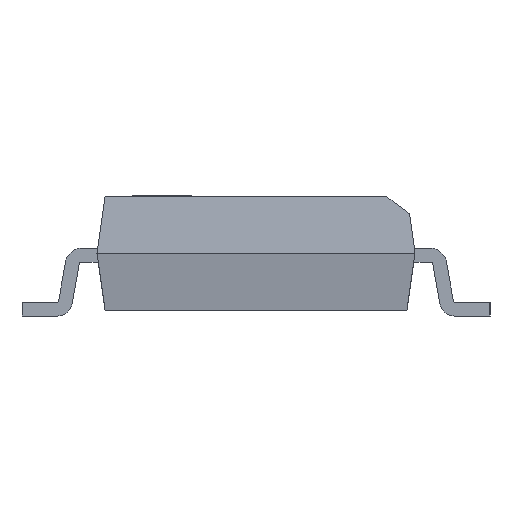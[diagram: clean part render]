
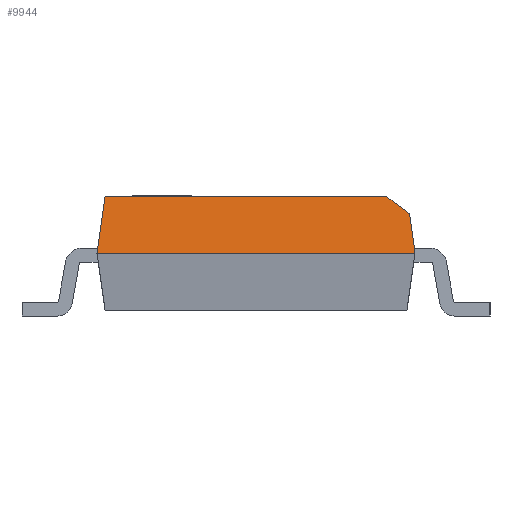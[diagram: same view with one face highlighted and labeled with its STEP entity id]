
A CAD part, left-side view. The second image highlights one B-rep face of the part: STEP entity #9944.
In plain terms, the highlighted planar face has unit normal (-0.99, 0, 0.139).
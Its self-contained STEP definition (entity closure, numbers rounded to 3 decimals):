
#1317 = CARTESIAN_POINT ( 'NONE',  ( -5.1, 2.65, 0. ) ) ;
#1343 = VERTEX_POINT ( 'NONE', #7909 ) ;
#1751 = EDGE_CURVE ( 'NONE', #9965, #4351, #20877, .T. ) ;
#2605 = DIRECTION ( 'NONE',  ( 0., -1., 0. ) ) ;
#2656 = LINE ( 'NONE', #9358, #12923 ) ;
#3705 = ORIENTED_EDGE ( 'NONE', *, *, #19438, .T. ) ;
#4351 = VERTEX_POINT ( 'NONE', #4879 ) ;
#4879 = CARTESIAN_POINT ( 'NONE',  ( -5.1, -2.65, 0. ) ) ;
#5362 = PLANE ( 'NONE',  #8372 ) ;
#6709 = DIRECTION ( 'NONE',  ( 0.084, 0.796, 0.6 ) ) ;
#6803 = DIRECTION ( 'NONE',  ( 0.139, 0., 0.99 ) ) ;
#6950 = EDGE_LOOP ( 'NONE', ( #14256, #9244, #18237, #3705, #15821 ) ) ;
#7818 = VECTOR ( 'NONE', #6709, 1000. ) ;
#7909 = CARTESIAN_POINT ( 'NONE',  ( -4.966, 2.516, 0.95 ) ) ;
#8259 = LINE ( 'NONE', #1317, #9937 ) ;
#8372 = AXIS2_PLACEMENT_3D ( 'NONE', #18731, #18412, #6803 ) ;
#8562 = VECTOR ( 'NONE', #15749, 1000. ) ;
#9080 = CARTESIAN_POINT ( 'NONE',  ( -5.1, -2.65, 0. ) ) ;
#9244 = ORIENTED_EDGE ( 'NONE', *, *, #18503, .T. ) ;
#9358 = CARTESIAN_POINT ( 'NONE',  ( -4.966, 2.65, 0.95 ) ) ;
#9700 = LINE ( 'NONE', #13275, #7818 ) ;
#9763 = EDGE_CURVE ( 'NONE', #1343, #15251, #2656, .T. ) ;
#9937 = VECTOR ( 'NONE', #16474, 1000. ) ;
#9944 = ADVANCED_FACE ( 'NONE', ( #10096 ), #5362, .T. ) ;
#9965 = VERTEX_POINT ( 'NONE', #20244 ) ;
#10096 = FACE_OUTER_BOUND ( 'NONE', #6950, .T. ) ;
#12923 = VECTOR ( 'NONE', #16012, 1000. ) ;
#13275 = CARTESIAN_POINT ( 'NONE',  ( -4.931, -1.831, 1.201 ) ) ;
#13750 = EDGE_CURVE ( 'NONE', #21090, #4351, #19249, .T. ) ;
#14256 = ORIENTED_EDGE ( 'NONE', *, *, #1751, .F. ) ;
#15251 = VERTEX_POINT ( 'NONE', #17067 ) ;
#15463 = CARTESIAN_POINT ( 'NONE',  ( -5.1, 2.65, 0. ) ) ;
#15749 = DIRECTION ( 'NONE',  ( -0.138, -0.138, -0.981 ) ) ;
#15821 = ORIENTED_EDGE ( 'NONE', *, *, #13750, .T. ) ;
#16012 = DIRECTION ( 'NONE',  ( 0., -1., 0. ) ) ;
#16474 = DIRECTION ( 'NONE',  ( -0.138, 0.138, -0.981 ) ) ;
#17067 = CARTESIAN_POINT ( 'NONE',  ( -4.966, -2.164, 0.95 ) ) ;
#17124 = VECTOR ( 'NONE', #2605, 1000. ) ;
#18237 = ORIENTED_EDGE ( 'NONE', *, *, #9763, .F. ) ;
#18412 = DIRECTION ( 'NONE',  ( -0.99, 0., 0.139 ) ) ;
#18503 = EDGE_CURVE ( 'NONE', #9965, #15251, #9700, .T. ) ;
#18731 = CARTESIAN_POINT ( 'NONE',  ( -5.1, 2.65, 0. ) ) ;
#19249 = LINE ( 'NONE', #19651, #17124 ) ;
#19438 = EDGE_CURVE ( 'NONE', #1343, #21090, #8259, .T. ) ;
#19651 = CARTESIAN_POINT ( 'NONE',  ( -5.1, 2.65, 0. ) ) ;
#20244 = CARTESIAN_POINT ( 'NONE',  ( -5.008, -2.558, 0.653 ) ) ;
#20877 = LINE ( 'NONE', #9080, #8562 ) ;
#21090 = VERTEX_POINT ( 'NONE', #15463 ) ;
